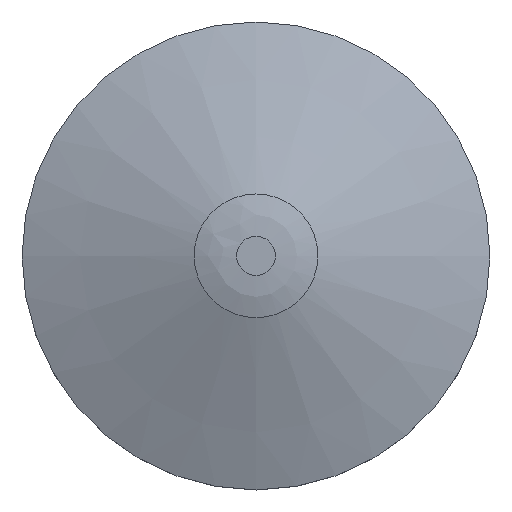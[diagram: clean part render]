
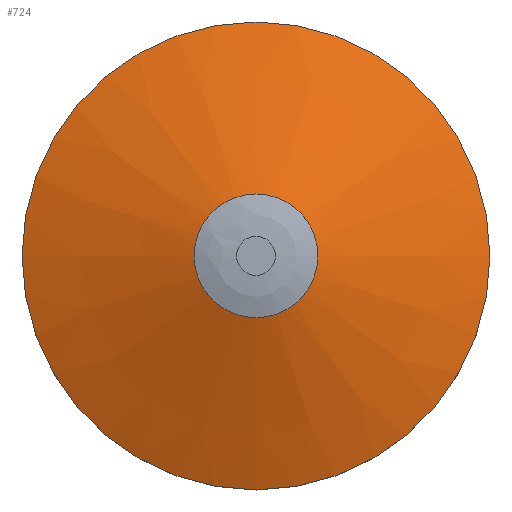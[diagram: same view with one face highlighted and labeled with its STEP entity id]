
A CAD part, top view. The second image highlights one B-rep face of the part: STEP entity #724.
In plain terms, the highlighted conical face has half-angle 70 degrees and reference radius 33.3 mm.
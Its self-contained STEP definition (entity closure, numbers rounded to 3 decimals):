
#31=CONICAL_SURFACE('',#790,33.3,1.222);
#65=FACE_OUTER_BOUND('',#109,.T.);
#109=EDGE_LOOP('',(#622,#623,#624,#625));
#134=CIRCLE('',#789,14.971);
#135=CIRCLE('',#791,56.6);
#228=LINE('',#3898,#255);
#255=VECTOR('',#920,33.3);
#323=VERTEX_POINT('',#3893);
#324=VERTEX_POINT('',#3897);
#426=EDGE_CURVE('',#323,#323,#134,.T.);
#427=EDGE_CURVE('',#323,#324,#228,.T.);
#428=EDGE_CURVE('',#324,#324,#135,.T.);
#622=ORIENTED_EDGE('',*,*,#426,.F.);
#623=ORIENTED_EDGE('',*,*,#427,.T.);
#624=ORIENTED_EDGE('',*,*,#428,.T.);
#625=ORIENTED_EDGE('',*,*,#427,.F.);
#724=ADVANCED_FACE('',(#65),#31,.T.);
#789=AXIS2_PLACEMENT_3D('',#3895,#916,#917);
#790=AXIS2_PLACEMENT_3D('',#3896,#918,#919);
#791=AXIS2_PLACEMENT_3D('',#3899,#921,#922);
#916=DIRECTION('center_axis',(0.,0.,
1.));
#917=DIRECTION('ref_axis',(-1.,0.,0.));
#918=DIRECTION('center_axis',(0.,0.,-1.));
#919=DIRECTION('ref_axis',(1.,0.,0.));
#920=DIRECTION('',(-0.94,0.,-0.342));
#921=DIRECTION('center_axis',(0.,0.,1.));
#922=DIRECTION('ref_axis',(1.,0.,0.));
#3893=CARTESIAN_POINT('',(-14.971,0.,29.494));
#3895=CARTESIAN_POINT('Origin',(0.,0.,
29.494));
#3896=CARTESIAN_POINT('Origin',(0.,0.,22.822));
#3897=CARTESIAN_POINT('',(-56.6,0.,14.342));
#3898=CARTESIAN_POINT('',(-33.3,0.,22.822));
#3899=CARTESIAN_POINT('Origin',(0.,0.,14.342));
